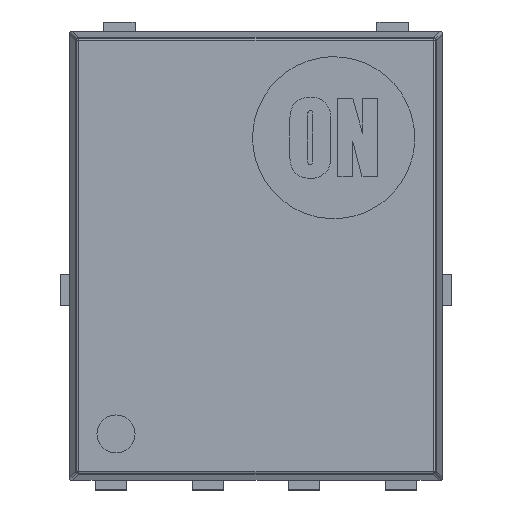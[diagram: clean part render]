
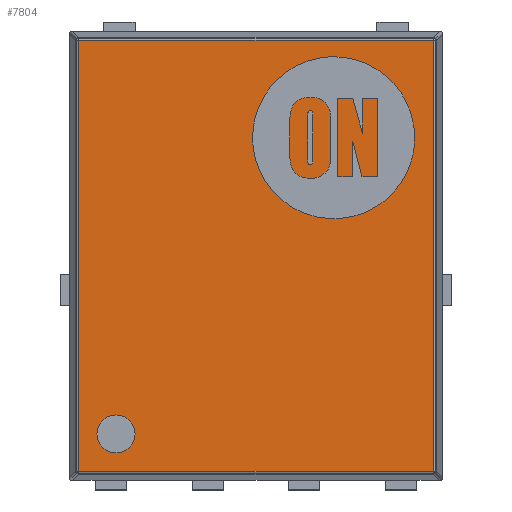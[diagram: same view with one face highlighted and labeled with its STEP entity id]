
A CAD part, top view. The second image highlights one B-rep face of the part: STEP entity #7804.
In plain terms, the highlighted planar face has unit normal (0, 0, 1).
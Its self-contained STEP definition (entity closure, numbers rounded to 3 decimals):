
#114 = LINE ( 'NONE', #2478, #4880 ) ;
#249 = VERTEX_POINT ( 'NONE', #1026 ) ;
#515 = LINE ( 'NONE', #7118, #3759 ) ;
#1026 = CARTESIAN_POINT ( 'NONE',  ( 2.832, 2.332, 1.1 ) ) ;
#1305 = DIRECTION ( 'NONE',  ( 1., 0., 0. ) ) ;
#1401 = DIRECTION ( 'NONE',  ( 0., 0., 1. ) ) ;
#1605 = CARTESIAN_POINT ( 'NONE',  ( 2.832, -2.332, 1.1 ) ) ;
#2056 = CARTESIAN_POINT ( 'NONE',  ( -2.832, -2.332, 1.1 ) ) ;
#2140 = EDGE_CURVE ( 'NONE', #2592, #6257, #7732, .T. ) ;
#2253 = CARTESIAN_POINT ( 'NONE',  ( 0., -2.332, 1.1 ) ) ;
#2478 = CARTESIAN_POINT ( 'NONE',  ( 2.832, 1.837, 1.1 ) ) ;
#2592 = VERTEX_POINT ( 'NONE', #1605 ) ;
#2723 = EDGE_CURVE ( 'NONE', #249, #2592, #114, .T. ) ;
#3314 = EDGE_LOOP ( 'NONE', ( #6886, #6022, #4805, #5897 ) ) ;
#3756 = FACE_OUTER_BOUND ( 'NONE', #3314, .T. ) ;
#3759 = VECTOR ( 'NONE', #4702, 1000. ) ;
#3991 = VECTOR ( 'NONE', #4210, 1000. ) ;
#4190 = LINE ( 'NONE', #6781, #5815 ) ;
#4210 = DIRECTION ( 'NONE',  ( -1., 0., 0. ) ) ;
#4630 = CARTESIAN_POINT ( 'NONE',  ( -2.832, 2.332, 1.1 ) ) ;
#4702 = DIRECTION ( 'NONE',  ( 0., 1., 0. ) ) ;
#4805 = ORIENTED_EDGE ( 'NONE', *, *, #6099, .F. ) ;
#4880 = VECTOR ( 'NONE', #7397, 1000. ) ;
#4951 = CARTESIAN_POINT ( 'NONE',  ( 0., 2.45, 1.1 ) ) ;
#5548 = EDGE_CURVE ( 'NONE', #6257, #7108, #515, .T. ) ;
#5681 = PLANE ( 'NONE',  #7363 ) ;
#5815 = VECTOR ( 'NONE', #1305, 1000. ) ;
#5897 = ORIENTED_EDGE ( 'NONE', *, *, #5548, .F. ) ;
#6022 = ORIENTED_EDGE ( 'NONE', *, *, #2723, .F. ) ;
#6099 = EDGE_CURVE ( 'NONE', #7108, #249, #4190, .T. ) ;
#6257 = VERTEX_POINT ( 'NONE', #2056 ) ;
#6276 = DIRECTION ( 'NONE',  ( 1., 0., 0. ) ) ;
#6781 = CARTESIAN_POINT ( 'NONE',  ( 0., 2.332, 1.1 ) ) ;
#6886 = ORIENTED_EDGE ( 'NONE', *, *, #2140, .F. ) ;
#7108 = VERTEX_POINT ( 'NONE', #4630 ) ;
#7118 = CARTESIAN_POINT ( 'NONE',  ( -2.832, 1.837, 1.1 ) ) ;
#7363 = AXIS2_PLACEMENT_3D ( 'NONE', #4951, #1401, #6276 ) ;
#7397 = DIRECTION ( 'NONE',  ( 0., -1., 0. ) ) ;
#7732 = LINE ( 'NONE', #2253, #3991 ) ;
#7804 = ADVANCED_FACE ( 'NONE', ( #3756 ), #5681, .T. ) ;
